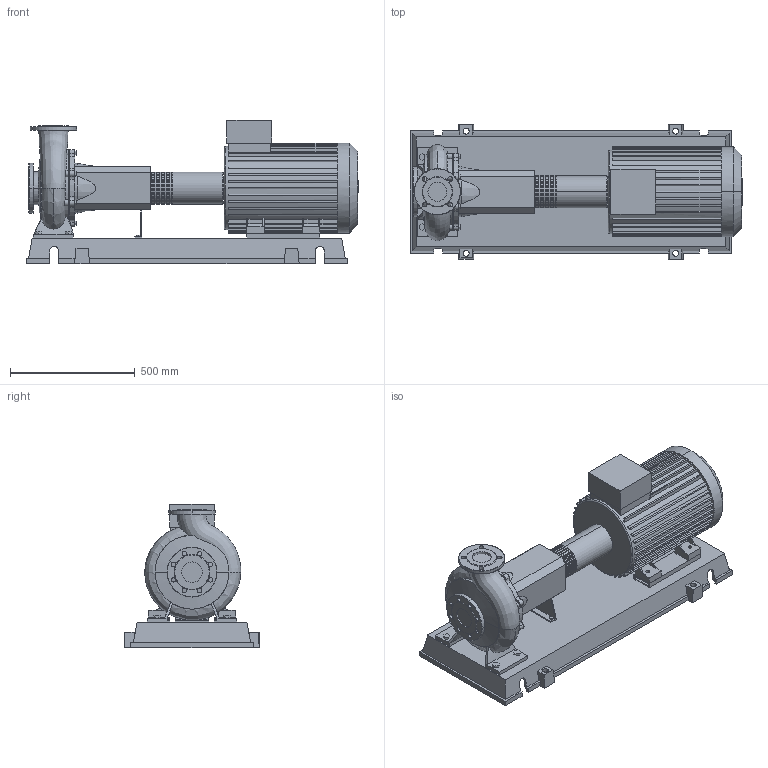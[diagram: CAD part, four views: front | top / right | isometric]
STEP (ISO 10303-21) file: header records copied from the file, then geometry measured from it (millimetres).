
FILE_DESCRIPTION((''),'2;1');
FILE_NAME('3d_NL65_250-22-2-12-4109201.stp','2015-03-03T07:17:31',(''),(''),'Mechanical Desktop 2009','Mechanical Desktop 2009',', , ');
FILE_SCHEMA(('CONFIG_CONTROL_DESIGN'));
Length unit declared in the file: millimetre
Products named in the file (1): Product
Bounding box: 1331 x 540 x 575 mm (x, y, z)
Volume: 91571895.4 mm3; surface area: 4569576.3 mm2
Topology: 13 solids, 13 shells, 877 faces, 2326 edges, 1531 vertices
Faces by surface type: plane 445, cylinder 225, bspline 185, cone 12, torus 10
Entity records: 32320 total; most frequent: CARTESIAN_POINT 10457, ORIENTED_EDGE 4654, DIRECTION 4333, EDGE_CURVE 2327, VERTEX_POINT 1530, VECTOR 1471, LINE 1471, AXIS2_PLACEMENT_3D 1431
